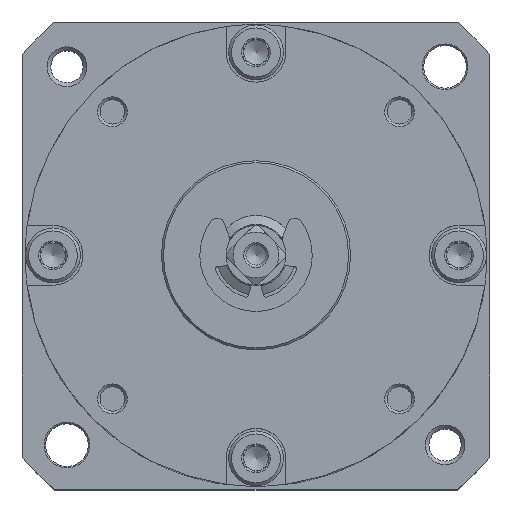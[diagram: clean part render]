
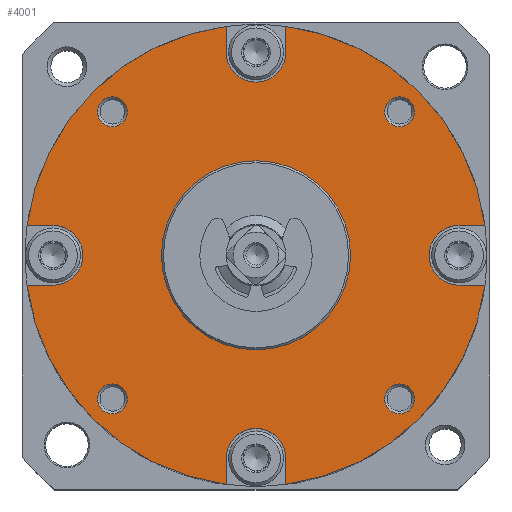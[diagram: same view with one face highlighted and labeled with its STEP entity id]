
A CAD part, top view. The second image highlights one B-rep face of the part: STEP entity #4001.
In plain terms, the highlighted face is planar.
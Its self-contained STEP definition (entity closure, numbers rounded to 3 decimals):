
#53=PLANE('',#4356);
#317=LINE('',#6501,#535);
#318=LINE('',#6505,#536);
#319=LINE('',#6506,#537);
#320=LINE('',#6510,#538);
#321=LINE('',#6511,#539);
#322=LINE('',#6515,#540);
#323=LINE('',#6516,#541);
#324=LINE('',#6520,#542);
#535=VECTOR('',#5009,1000.);
#536=VECTOR('',#5012,1000.);
#537=VECTOR('',#5013,1000.);
#538=VECTOR('',#5016,1000.);
#539=VECTOR('',#5017,1000.);
#540=VECTOR('',#5020,1000.);
#541=VECTOR('',#5021,1000.);
#542=VECTOR('',#5024,1000.);
#818=ORIENTED_EDGE('',*,*,#1888,.F.);
#819=ORIENTED_EDGE('',*,*,#1889,.F.);
#820=ORIENTED_EDGE('',*,*,#1890,.T.);
#821=ORIENTED_EDGE('',*,*,#1873,.F.);
#822=ORIENTED_EDGE('',*,*,#1891,.F.);
#823=ORIENTED_EDGE('',*,*,#1892,.T.);
#824=ORIENTED_EDGE('',*,*,#1893,.T.);
#825=ORIENTED_EDGE('',*,*,#1885,.F.);
#826=ORIENTED_EDGE('',*,*,#1894,.F.);
#827=ORIENTED_EDGE('',*,*,#1895,.T.);
#828=ORIENTED_EDGE('',*,*,#1896,.T.);
#829=ORIENTED_EDGE('',*,*,#1881,.F.);
#830=ORIENTED_EDGE('',*,*,#1897,.F.);
#831=ORIENTED_EDGE('',*,*,#1898,.T.);
#832=ORIENTED_EDGE('',*,*,#1899,.T.);
#833=ORIENTED_EDGE('',*,*,#1877,.F.);
#834=ORIENTED_EDGE('',*,*,#1900,.T.);
#835=ORIENTED_EDGE('',*,*,#1901,.T.);
#836=ORIENTED_EDGE('',*,*,#1902,.T.);
#837=ORIENTED_EDGE('',*,*,#1903,.T.);
#838=ORIENTED_EDGE('',*,*,#1904,.T.);
#1873=EDGE_CURVE('',#2383,#2385,#2753,.T.);
#1877=EDGE_CURVE('',#2388,#2389,#2755,.T.);
#1881=EDGE_CURVE('',#2392,#2393,#2757,.T.);
#1885=EDGE_CURVE('',#2396,#2397,#2759,.T.);
#1888=EDGE_CURVE('',#2399,#2388,#317,.T.);
#1889=EDGE_CURVE('',#2400,#2399,#2761,.F.);
#1890=EDGE_CURVE('',#2400,#2385,#318,.T.);
#1891=EDGE_CURVE('',#2401,#2383,#319,.T.);
#1892=EDGE_CURVE('',#2401,#2402,#2762,.T.);
#1893=EDGE_CURVE('',#2402,#2397,#320,.T.);
#1894=EDGE_CURVE('',#2403,#2396,#321,.T.);
#1895=EDGE_CURVE('',#2403,#2404,#2763,.T.);
#1896=EDGE_CURVE('',#2404,#2393,#322,.T.);
#1897=EDGE_CURVE('',#2405,#2392,#323,.T.);
#1898=EDGE_CURVE('',#2405,#2406,#2764,.T.);
#1899=EDGE_CURVE('',#2406,#2389,#324,.T.);
#1900=EDGE_CURVE('',#2407,#2407,#2765,.T.);
#1901=EDGE_CURVE('',#2408,#2408,#2766,.T.);
#1902=EDGE_CURVE('',#2409,#2409,#2767,.T.);
#1903=EDGE_CURVE('',#2410,#2410,#2768,.T.);
#1904=EDGE_CURVE('',#2411,#2411,#2769,.T.);
#2383=VERTEX_POINT('',#6469);
#2385=VERTEX_POINT('',#6472);
#2388=VERTEX_POINT('',#6478);
#2389=VERTEX_POINT('',#6480);
#2392=VERTEX_POINT('',#6486);
#2393=VERTEX_POINT('',#6488);
#2396=VERTEX_POINT('',#6494);
#2397=VERTEX_POINT('',#6496);
#2399=VERTEX_POINT('',#6502);
#2400=VERTEX_POINT('',#6504);
#2401=VERTEX_POINT('',#6507);
#2402=VERTEX_POINT('',#6509);
#2403=VERTEX_POINT('',#6512);
#2404=VERTEX_POINT('',#6514);
#2405=VERTEX_POINT('',#6517);
#2406=VERTEX_POINT('',#6519);
#2407=VERTEX_POINT('',#6522);
#2408=VERTEX_POINT('',#6524);
#2409=VERTEX_POINT('',#6526);
#2410=VERTEX_POINT('',#6528);
#2411=VERTEX_POINT('',#6530);
#2753=CIRCLE('',#4348,23.2);
#2755=CIRCLE('',#4350,23.2);
#2757=CIRCLE('',#4352,23.2);
#2759=CIRCLE('',#4354,23.2);
#2761=CIRCLE('',#4357,3.);
#2762=CIRCLE('',#4358,3.);
#2763=CIRCLE('',#4359,3.);
#2764=CIRCLE('',#4360,3.);
#2765=CIRCLE('',#4361,1.5);
#2766=CIRCLE('',#4362,1.5);
#2767=CIRCLE('',#4363,1.5);
#2768=CIRCLE('',#4364,1.5);
#2769=CIRCLE('',#4365,9.5);
#3019=EDGE_LOOP('',(#818,#819,#820,#821,#822,#823,#824,#825,#826,#827,#828,
#829,#830,#831,#832,#833));
#3020=EDGE_LOOP('',(#834));
#3021=EDGE_LOOP('',(#835));
#3022=EDGE_LOOP('',(#836));
#3023=EDGE_LOOP('',(#837));
#3024=EDGE_LOOP('',(#838));
#3475=FACE_BOUND('',#3019,.T.);
#3476=FACE_BOUND('',#3020,.T.);
#3477=FACE_BOUND('',#3021,.T.);
#3478=FACE_BOUND('',#3022,.T.);
#3479=FACE_BOUND('',#3023,.T.);
#3480=FACE_BOUND('',#3024,.T.);
#4001=ADVANCED_FACE('',(#3475,#3476,#3477,#3478,#3479,#3480),#53,.F.);
#4348=AXIS2_PLACEMENT_3D('',#6471,#4984,#4985);
#4350=AXIS2_PLACEMENT_3D('',#6479,#4990,#4991);
#4352=AXIS2_PLACEMENT_3D('',#6487,#4996,#4997);
#4354=AXIS2_PLACEMENT_3D('',#6495,#5002,#5003);
#4356=AXIS2_PLACEMENT_3D('',#6500,#5007,#5008);
#4357=AXIS2_PLACEMENT_3D('',#6503,#5010,#5011);
#4358=AXIS2_PLACEMENT_3D('',#6508,#5014,#5015);
#4359=AXIS2_PLACEMENT_3D('',#6513,#5018,#5019);
#4360=AXIS2_PLACEMENT_3D('',#6518,#5022,#5023);
#4361=AXIS2_PLACEMENT_3D('',#6521,#5025,#5026);
#4362=AXIS2_PLACEMENT_3D('',#6523,#5027,#5028);
#4363=AXIS2_PLACEMENT_3D('',#6525,#5029,#5030);
#4364=AXIS2_PLACEMENT_3D('',#6527,#5031,#5032);
#4365=AXIS2_PLACEMENT_3D('',#6529,#5033,#5034);
#4984=DIRECTION('',(1.,0.,0.));
#4985=DIRECTION('',(0.,0.,-1.));
#4990=DIRECTION('',(1.,0.,0.));
#4991=DIRECTION('',(0.,0.,-1.));
#4996=DIRECTION('',(1.,0.,0.));
#4997=DIRECTION('',(0.,0.,-1.));
#5002=DIRECTION('',(1.,0.,0.));
#5003=DIRECTION('',(0.,0.,-1.));
#5007=DIRECTION('',(1.,0.,0.));
#5008=DIRECTION('',(0.,0.,-1.));
#5009=DIRECTION('',(0.,1.,0.));
#5010=DIRECTION('',(1.,0.,0.));
#5011=DIRECTION('',(0.,0.,-1.));
#5012=DIRECTION('',(0.,1.,0.));
#5013=DIRECTION('',(0.,0.,-1.));
#5014=DIRECTION('',(1.,0.,0.));
#5015=DIRECTION('',(0.,0.,-1.));
#5016=DIRECTION('',(0.,0.,-1.));
#5017=DIRECTION('',(0.,-1.,0.));
#5018=DIRECTION('',(1.,0.,0.));
#5019=DIRECTION('',(0.,0.,-1.));
#5020=DIRECTION('',(0.,-1.,0.));
#5021=DIRECTION('',(0.,0.,1.));
#5022=DIRECTION('',(1.,0.,0.));
#5023=DIRECTION('',(0.,0.,-1.));
#5024=DIRECTION('',(0.,0.,1.));
#5025=DIRECTION('',(1.,0.,0.));
#5026=DIRECTION('',(0.,0.,-1.));
#5027=DIRECTION('',(1.,0.,0.));
#5028=DIRECTION('',(0.,0.,-1.));
#5029=DIRECTION('',(1.,0.,0.));
#5030=DIRECTION('',(0.,0.,-1.));
#5031=DIRECTION('',(1.,0.,0.));
#5032=DIRECTION('',(0.,0.,-1.));
#5033=DIRECTION('',(1.,0.,0.));
#5034=DIRECTION('',(0.,0.,-1.));
#6469=CARTESIAN_POINT('',(-46.,3.,-23.005));
#6471=CARTESIAN_POINT('',(-46.,0.,0.));
#6472=CARTESIAN_POINT('',(-46.,23.005,-3.));
#6478=CARTESIAN_POINT('',(-46.,23.005,3.));
#6479=CARTESIAN_POINT('',(-46.,0.,0.));
#6480=CARTESIAN_POINT('',(-46.,3.,23.005));
#6486=CARTESIAN_POINT('',(-46.,-3.,23.005));
#6487=CARTESIAN_POINT('',(-46.,0.,0.));
#6488=CARTESIAN_POINT('',(-46.,-23.005,3.));
#6494=CARTESIAN_POINT('',(-46.,-23.005,-3.));
#6495=CARTESIAN_POINT('',(-46.,0.,0.));
#6496=CARTESIAN_POINT('',(-46.,-3.,-23.005));
#6500=CARTESIAN_POINT('',(-46.,9.5,0.));
#6501=CARTESIAN_POINT('',(-46.,9.5,3.));
#6502=CARTESIAN_POINT('',(-46.,20.4,3.));
#6503=CARTESIAN_POINT('',(-46.,20.4,0.));
#6504=CARTESIAN_POINT('',(-46.,20.4,-3.));
#6505=CARTESIAN_POINT('',(-46.,20.4,-3.));
#6506=CARTESIAN_POINT('',(-46.,3.,0.));
#6507=CARTESIAN_POINT('',(-46.,3.,-20.4));
#6508=CARTESIAN_POINT('',(-46.,0.,-20.4));
#6509=CARTESIAN_POINT('',(-46.,-3.,-20.4));
#6510=CARTESIAN_POINT('',(-46.,-3.,-20.4));
#6511=CARTESIAN_POINT('',(-46.,9.5,-3.));
#6512=CARTESIAN_POINT('',(-46.,-20.4,-3.));
#6513=CARTESIAN_POINT('',(-46.,-20.4,0.));
#6514=CARTESIAN_POINT('',(-46.,-20.4,3.));
#6515=CARTESIAN_POINT('',(-46.,-20.4,3.));
#6516=CARTESIAN_POINT('',(-46.,-3.,0.));
#6517=CARTESIAN_POINT('',(-46.,-3.,20.4));
#6518=CARTESIAN_POINT('',(-46.,0.,20.4));
#6519=CARTESIAN_POINT('',(-46.,3.,20.4));
#6520=CARTESIAN_POINT('',(-46.,3.,20.4));
#6521=CARTESIAN_POINT('',(-46.,14.425,-14.425));
#6522=CARTESIAN_POINT('',(-46.,14.425,-15.925));
#6523=CARTESIAN_POINT('',(-46.,-14.425,14.425));
#6524=CARTESIAN_POINT('',(-46.,-14.425,12.925));
#6525=CARTESIAN_POINT('',(-46.,-14.425,-14.425));
#6526=CARTESIAN_POINT('',(-46.,-14.425,-15.925));
#6527=CARTESIAN_POINT('',(-46.,14.425,14.425));
#6528=CARTESIAN_POINT('',(-46.,14.425,12.925));
#6529=CARTESIAN_POINT('',(-46.,0.,0.));
#6530=CARTESIAN_POINT('',(-46.,0.,-9.5));
